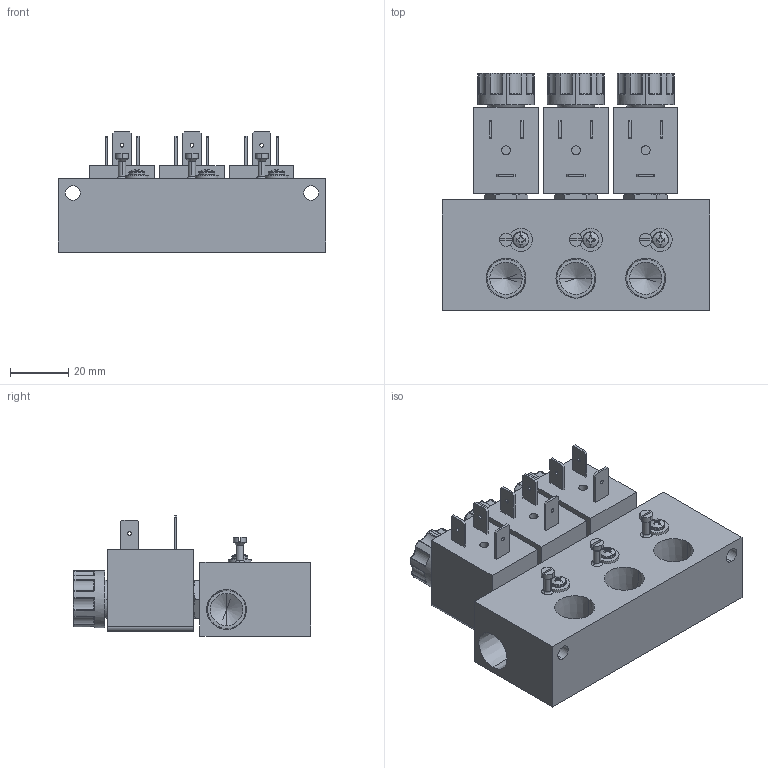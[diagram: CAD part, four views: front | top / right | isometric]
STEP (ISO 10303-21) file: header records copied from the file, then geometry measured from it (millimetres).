
FILE_DESCRIPTION (( 'STEP AP203' ), '1' );
FILE_NAME ('SC931YN16VDBA5F.step', '2023-12-20T17:01:21', ( '' ), ( '' ), 'SwSTEP 2.0', 'SolidWorks 2023', '' );
FILE_SCHEMA (( 'CONFIG_CONTROL_DESIGN' ));
Length unit declared in the file: inch
Products named in the file (1): SC931YN16VDBA5F
Bounding box: 92.08 x 81.67 x 41.33 mm (x, y, z)
Volume: 144821.9 mm3; surface area: 34628.2 mm2
Topology: 1 solids, 1 shells, 829 faces, 2039 edges, 1176 vertices
Faces by surface type: bspline 363, plane 215, cylinder 197, cone 54
Entity records: 29952 total; most frequent: CARTESIAN_POINT 13158, ORIENTED_EDGE 3926, DIRECTION 2950, EDGE_CURVE 1963, VERTEX_POINT 1176, AXIS2_PLACEMENT_3D 1165, EDGE_LOOP 891, FACE_OUTER_BOUND 829
